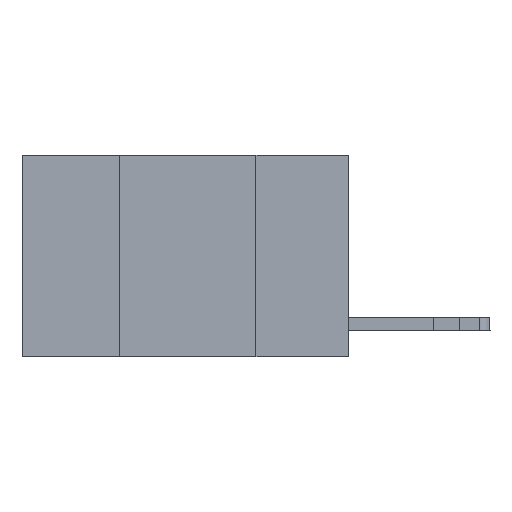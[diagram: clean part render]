
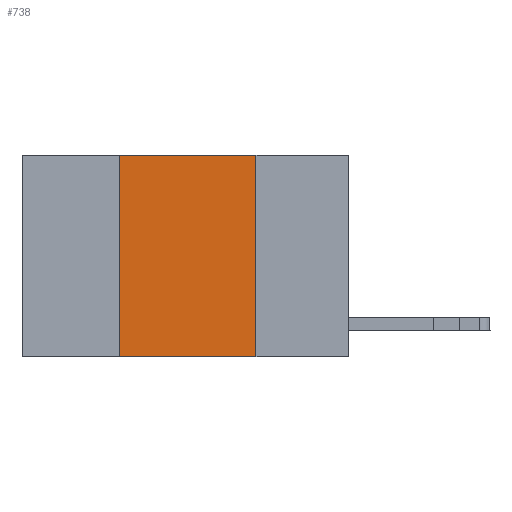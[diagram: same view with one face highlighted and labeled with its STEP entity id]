
A CAD part, left-side view. The second image highlights one B-rep face of the part: STEP entity #738.
In plain terms, the highlighted planar face has unit normal (-1, 0, 0).
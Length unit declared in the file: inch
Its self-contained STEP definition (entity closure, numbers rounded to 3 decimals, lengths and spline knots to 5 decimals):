
#738 = ADVANCED_FACE ( 'NONE', ( #18063 ), #5375, .F. ) ;
#2195 = VECTOR ( 'NONE', #23197, 39.37008 ) ;
#2745 = CARTESIAN_POINT ( 'NONE',  ( 0., 0.6, -0.37 ) ) ;
#2980 = CARTESIAN_POINT ( 'NONE',  ( 0., 0.42, -0.37 ) ) ;
#3346 = VERTEX_POINT ( 'NONE', #11654 ) ;
#4266 = EDGE_LOOP ( 'NONE', ( #16959, #4552, #6812, #25805 ) ) ;
#4552 = ORIENTED_EDGE ( 'NONE', *, *, #14523, .F. ) ;
#5375 = PLANE ( 'NONE',  #23800 ) ;
#5764 = DIRECTION ( 'NONE',  ( 1., 0., 0. ) ) ;
#6367 = DIRECTION ( 'NONE',  ( 0., 0., -1. ) ) ;
#6812 = ORIENTED_EDGE ( 'NONE', *, *, #20496, .F. ) ;
#7800 = CARTESIAN_POINT ( 'NONE',  ( 0., 0.6, 0. ) ) ;
#8172 = DIRECTION ( 'NONE',  ( 0., 0., 1. ) ) ;
#8582 = LINE ( 'NONE', #20742, #24742 ) ;
#11119 = EDGE_CURVE ( 'NONE', #3346, #15921, #20952, .T. ) ;
#11647 = VECTOR ( 'NONE', #6367, 39.37008 ) ;
#11654 = CARTESIAN_POINT ( 'NONE',  ( 0., 0.17, 0. ) ) ;
#12716 = EDGE_CURVE ( 'NONE', #18523, #15921, #21075, .T. ) ;
#12920 = LINE ( 'NONE', #19130, #17265 ) ;
#13207 = VERTEX_POINT ( 'NONE', #13986 ) ;
#13986 = CARTESIAN_POINT ( 'NONE',  ( 0., 0.42, 0. ) ) ;
#14523 = EDGE_CURVE ( 'NONE', #13207, #3346, #12920, .T. ) ;
#15921 = VERTEX_POINT ( 'NONE', #21378 ) ;
#16959 = ORIENTED_EDGE ( 'NONE', *, *, #11119, .F. ) ;
#17265 = VECTOR ( 'NONE', #22583, 39.37008 ) ;
#18063 = FACE_OUTER_BOUND ( 'NONE', #4266, .T. ) ;
#18523 = VERTEX_POINT ( 'NONE', #2980 ) ;
#19130 = CARTESIAN_POINT ( 'NONE',  ( 0., 0.6, 0. ) ) ;
#20226 = DIRECTION ( 'NONE',  ( 0., 0., -1. ) ) ;
#20496 = EDGE_CURVE ( 'NONE', #18523, #13207, #8582, .T. ) ;
#20742 = CARTESIAN_POINT ( 'NONE',  ( 0., 0.42, 0. ) ) ;
#20952 = LINE ( 'NONE', #22673, #11647 ) ;
#21075 = LINE ( 'NONE', #2745, #2195 ) ;
#21378 = CARTESIAN_POINT ( 'NONE',  ( 0., 0.17, -0.37 ) ) ;
#22583 = DIRECTION ( 'NONE',  ( 0., -1., 0. ) ) ;
#22673 = CARTESIAN_POINT ( 'NONE',  ( 0., 0.17, 0. ) ) ;
#23197 = DIRECTION ( 'NONE',  ( 0., -1., 0. ) ) ;
#23800 = AXIS2_PLACEMENT_3D ( 'NONE', #7800, #5764, #20226 ) ;
#24742 = VECTOR ( 'NONE', #8172, 39.37008 ) ;
#25805 = ORIENTED_EDGE ( 'NONE', *, *, #12716, .T. ) ;
